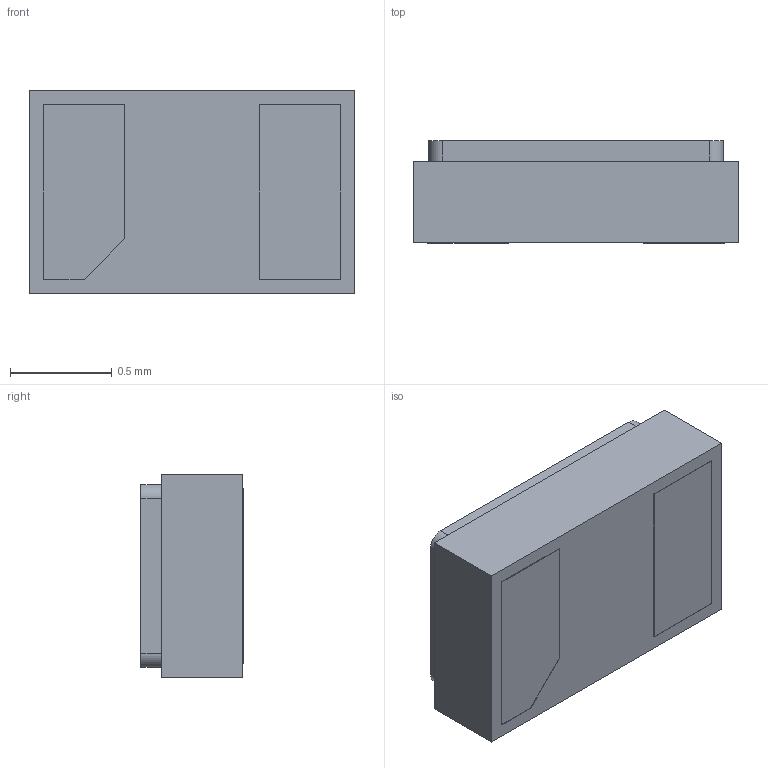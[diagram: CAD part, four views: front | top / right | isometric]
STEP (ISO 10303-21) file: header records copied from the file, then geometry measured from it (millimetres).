
FILE_DESCRIPTION(('FreeCAD Model'),'2;1');
FILE_NAME( 'ABS05_AP103.STEP', '2016-11-13T17:08:13',('Author'),(''), 'Open CASCADE STEP processor 6.8','FreeCAD','Unknown');
FILE_SCHEMA(('CONFIG_CONTROL_DESIGN','SHAPE_APPEARANCE_LAYER_MIM'));
Length unit declared in the file: millimetre
Products named in the file (2): ASSEMBLY; ABS05
Assembly tree (1 placements, depth 2):
  ASSEMBLY
    ABS05
Bounding box: 1.6 x 0.5 x 1 mm (x, y, z)
Volume: 0.8 mm3; surface area: 5.8 mm2
Topology: 1 solids, 1 shells, 109 faces, 285 edges, 190 vertices
Faces by surface type: plane 60, bspline 45, cylinder 4
Entity records: 13760 total; most frequent: CARTESIAN_POINT 7789, DIRECTION 709, ORIENTED_EDGE 570, PCURVE 570, DEFINITIONAL_REPRESENTATION 570, LINE 553, VECTOR 553, B_SPLINE_CURVE_WITH_KNOTS 286
